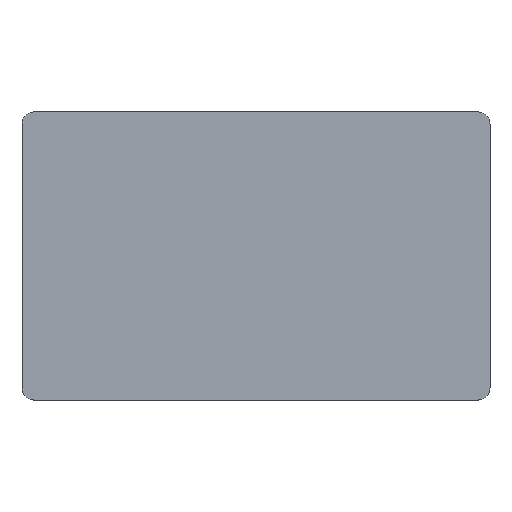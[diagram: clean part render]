
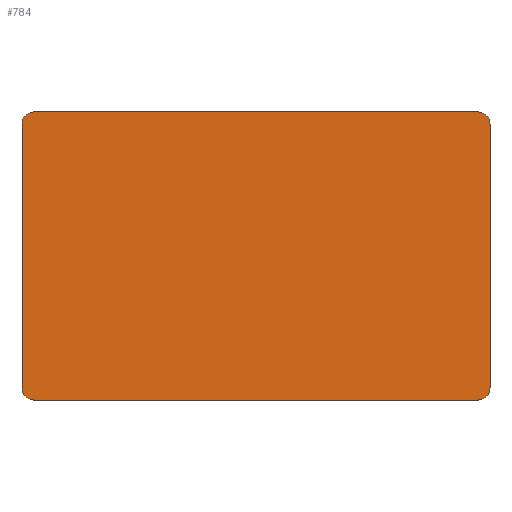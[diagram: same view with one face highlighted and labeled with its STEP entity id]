
A CAD part, top view. The second image highlights one B-rep face of the part: STEP entity #784.
In plain terms, the highlighted planar face has unit normal (0, 0, 1).
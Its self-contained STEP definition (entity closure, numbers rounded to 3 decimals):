
#25=CIRCLE('',#814,1.65);
#26=CIRCLE('',#817,1.65);
#27=CIRCLE('',#820,1.65);
#30=CIRCLE('',#835,1.65);
#76=FACE_OUTER_BOUND('',#121,.T.);
#121=EDGE_LOOP('',(#673,#674,#675,#676,#677,#678,#679,#680));
#167=LINE('',#1159,#263);
#173=LINE('',#1172,#269);
#176=LINE('',#1180,#272);
#182=LINE('',#1194,#278);
#263=VECTOR('',#937,10.);
#269=VECTOR('',#949,10.);
#272=VECTOR('',#958,10.);
#278=VECTOR('',#970,10.);
#349=VERTEX_POINT('',#1156);
#350=VERTEX_POINT('',#1158);
#353=VERTEX_POINT('',#1166);
#354=VERTEX_POINT('',#1170);
#355=VERTEX_POINT('',#1174);
#356=VERTEX_POINT('',#1178);
#357=VERTEX_POINT('',#1182);
#361=VERTEX_POINT('',#1192);
#430=EDGE_CURVE('',#350,#349,#167,.T.);
#435=EDGE_CURVE('',#353,#349,#25,.T.);
#437=EDGE_CURVE('',#353,#354,#173,.T.);
#439=EDGE_CURVE('',#355,#354,#26,.T.);
#441=EDGE_CURVE('',#355,#356,#176,.T.);
#443=EDGE_CURVE('',#357,#356,#27,.T.);
#448=EDGE_CURVE('',#357,#361,#182,.T.);
#473=EDGE_CURVE('',#350,#361,#30,.T.);
#673=ORIENTED_EDGE('',*,*,#439,.F.);
#674=ORIENTED_EDGE('',*,*,#441,.T.);
#675=ORIENTED_EDGE('',*,*,#443,.F.);
#676=ORIENTED_EDGE('',*,*,#448,.T.);
#677=ORIENTED_EDGE('',*,*,#473,.F.);
#678=ORIENTED_EDGE('',*,*,#430,.T.);
#679=ORIENTED_EDGE('',*,*,#435,.F.);
#680=ORIENTED_EDGE('',*,*,#437,.T.);
#739=PLANE('',#843);
#784=ADVANCED_FACE('',(#76),#739,.T.);
#814=AXIS2_PLACEMENT_3D('',#1168,#944,#945);
#817=AXIS2_PLACEMENT_3D('',#1176,#953,#954);
#820=AXIS2_PLACEMENT_3D('',#1184,#962,#963);
#835=AXIS2_PLACEMENT_3D('',#1243,#1019,#1020);
#843=AXIS2_PLACEMENT_3D('',#1270,#1048,#1049);
#937=DIRECTION('',(0.,1.,0.));
#944=DIRECTION('center_axis',(0.,0.,-1.));
#945=DIRECTION('ref_axis',(0.707,0.707,0.));
#949=DIRECTION('',(-1.,0.,0.));
#953=DIRECTION('center_axis',(0.,0.,-1.));
#954=DIRECTION('ref_axis',(-0.707,0.707,0.));
#958=DIRECTION('',(0.,-1.,0.));
#962=DIRECTION('center_axis',(0.,0.,-1.));
#963=DIRECTION('ref_axis',(-0.707,-0.707,0.));
#970=DIRECTION('',(1.,0.,0.));
#1019=DIRECTION('center_axis',(0.,0.,-1.));
#1020=DIRECTION('ref_axis',(0.707,-0.707,0.));
#1048=DIRECTION('center_axis',(0.,0.,1.));
#1049=DIRECTION('ref_axis',(1.,0.,0.));
#1156=CARTESIAN_POINT('',(31.75,17.9,18.9));
#1158=CARTESIAN_POINT('',(31.75,-17.9,18.9));
#1159=CARTESIAN_POINT('',(31.75,19.55,18.9));
#1166=CARTESIAN_POINT('',(30.1,19.55,18.9));
#1168=CARTESIAN_POINT('Origin',(30.1,17.9,18.9));
#1170=CARTESIAN_POINT('',(-30.1,19.55,18.9));
#1172=CARTESIAN_POINT('',(-31.75,19.55,18.9));
#1174=CARTESIAN_POINT('',(-31.75,17.9,18.9));
#1176=CARTESIAN_POINT('Origin',(-30.1,17.9,18.9));
#1178=CARTESIAN_POINT('',(-31.75,-17.9,18.9));
#1180=CARTESIAN_POINT('',(-31.75,-19.55,18.9));
#1182=CARTESIAN_POINT('',(-30.1,-19.55,18.9));
#1184=CARTESIAN_POINT('Origin',(-30.1,-17.9,18.9));
#1192=CARTESIAN_POINT('',(30.1,-19.55,18.9));
#1194=CARTESIAN_POINT('',(31.75,-19.55,18.9));
#1243=CARTESIAN_POINT('Origin',(30.1,-17.9,18.9));
#1270=CARTESIAN_POINT('Origin',(0.,0.,18.9));
